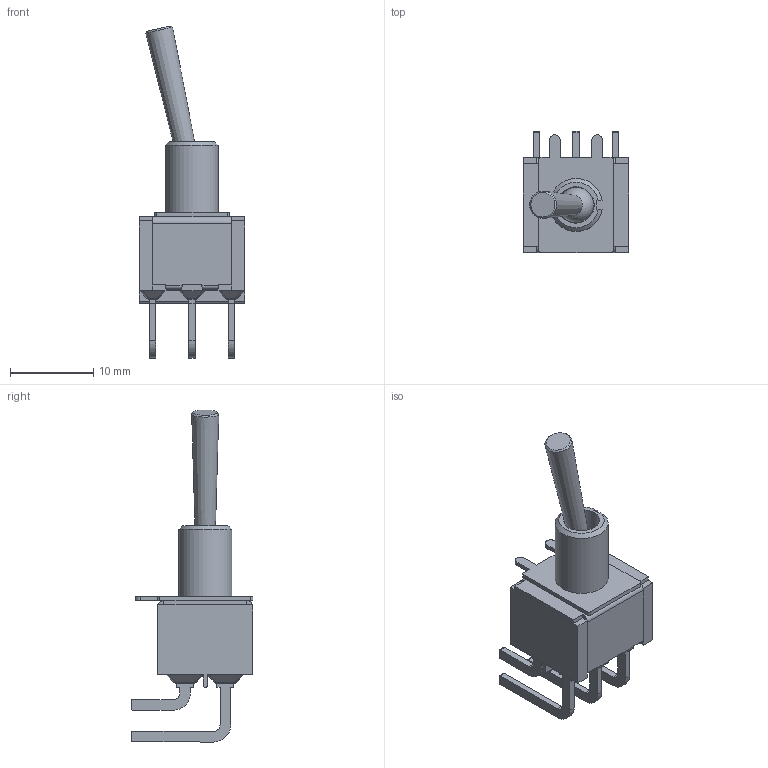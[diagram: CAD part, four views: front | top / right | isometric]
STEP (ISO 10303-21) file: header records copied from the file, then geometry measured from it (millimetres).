
FILE_DESCRIPTION(/* description */ (''),/* implementation_level */ '2;1');
FILE_NAME(/* name */ '100DPxT3B1M6xE.stp',/* time_stamp */ '2026-01-17T15:41:33-06:00',/* author */ ('jmeyers'),/* organization */ (''),/* preprocessor_version */ 'ST-DEVELOPER v18.1',/* originating_system */ 'Autodesk Inventor 2022',/* authorisation */ '');
FILE_SCHEMA (('AUTOMOTIVE_DESIGN { 1 0 10303 214 3 1 1 }'));
Length unit declared in the file: inch
Products named in the file (1): Part17
Bounding box: 12.7 x 14.61 x 39.79 mm (x, y, z)
Volume: 1097.8 mm3; surface area: 2286.8 mm2
Topology: 1 solids, 2 shells, 414 faces, 1093 edges, 675 vertices
Faces by surface type: plane 295, cylinder 91, sphere 25, cone 3
Full cylindrical faces by diameter (mm): 4.35 x1
Entity records: 12446 total; most frequent: CARTESIAN_POINT 2176, ORIENTED_EDGE 2136, DIRECTION 2107, EDGE_CURVE 1068, LINE 851, VECTOR 851, VERTEX_POINT 675, AXIS2_PLACEMENT_3D 628
